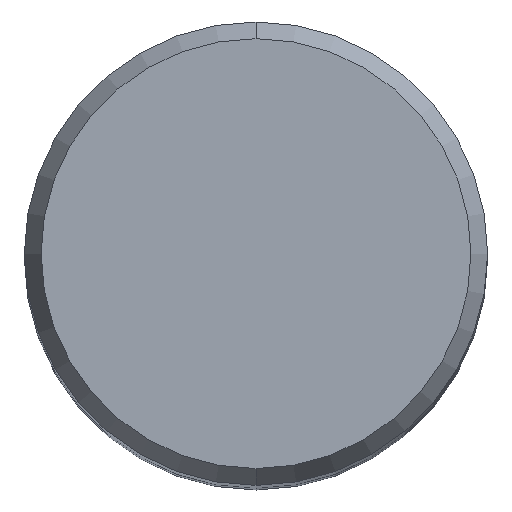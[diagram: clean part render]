
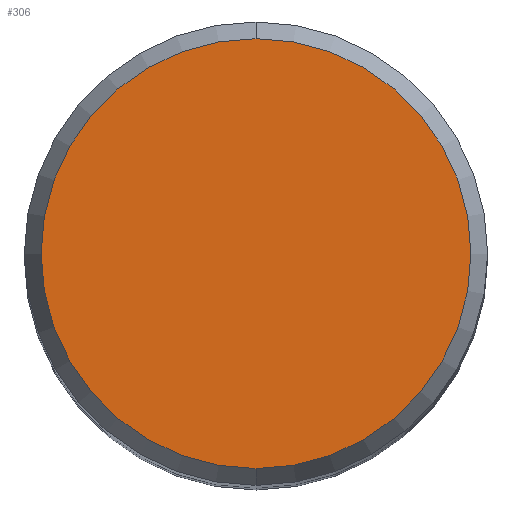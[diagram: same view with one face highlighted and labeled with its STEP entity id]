
A CAD part, top view. The second image highlights one B-rep face of the part: STEP entity #306.
In plain terms, the highlighted planar face has unit normal (0, 0, 1).
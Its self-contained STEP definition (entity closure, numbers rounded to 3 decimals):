
#262=EDGE_CURVE('',#422,#350,#607,.T.);
#306=ADVANCED_FACE('',(#654),#655,.T.);
#350=VERTEX_POINT('',#703);
#422=VERTEX_POINT('',#782);
#466=EDGE_CURVE('',#350,#422,#830,.T.);
#607=CIRCLE('',#1072,8.837);
#654=FACE_OUTER_BOUND('',#1196,.T.);
#655=PLANE('',#1197);
#703=CARTESIAN_POINT('',(0.0,8.837,0.0));
#782=CARTESIAN_POINT('',(0.,-8.837,0.0));
#830=CIRCLE('',#1629,8.837);
#1072=AXIS2_PLACEMENT_3D('',#1816,#1817,#1818);
#1196=EDGE_LOOP('',(#1862,#1863));
#1197=AXIS2_PLACEMENT_3D('',#1864,#1865,#1866);
#1629=AXIS2_PLACEMENT_3D('',#2040,#2041,#2042);
#1816=CARTESIAN_POINT('',(0.0,0.0,0.0));
#1817=DIRECTION('',(0.0,0.0,-1.0));
#1818=DIRECTION('',(0.0,1.0,0.0));
#1862=ORIENTED_EDGE('',*,*,#466,.F.);
#1863=ORIENTED_EDGE('',*,*,#262,.F.);
#1864=CARTESIAN_POINT('',(0.0,4.419,0.0));
#1865=DIRECTION('',(-0.0,0.0,1.0));
#1866=DIRECTION('',(0.0,-1.0,0.0));
#2040=CARTESIAN_POINT('',(0.0,0.0,0.0));
#2041=DIRECTION('',(0.0,0.0,-1.0));
#2042=DIRECTION('',(0.0,1.0,0.0));
